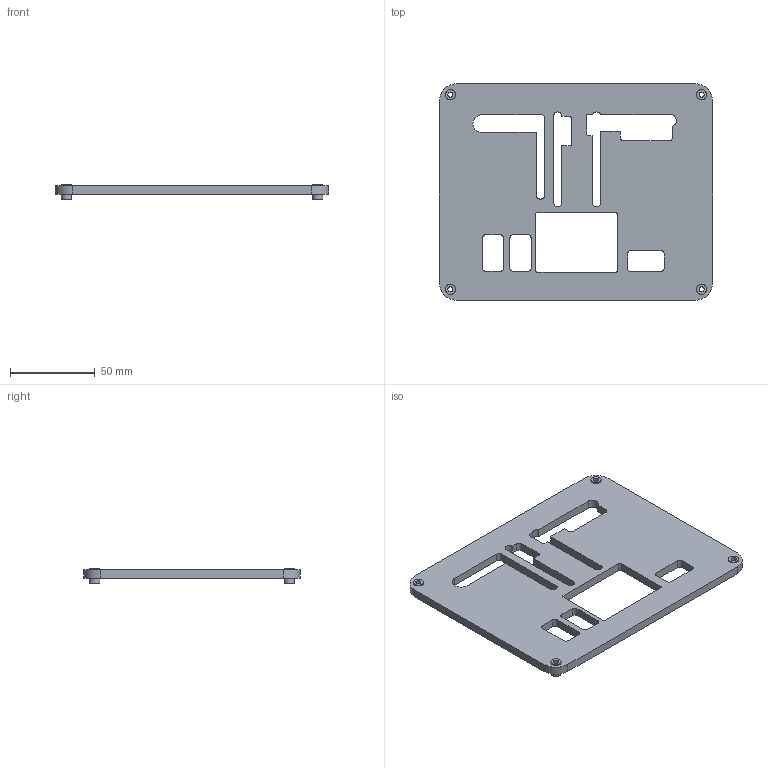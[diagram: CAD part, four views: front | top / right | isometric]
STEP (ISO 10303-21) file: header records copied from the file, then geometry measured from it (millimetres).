
FILE_DESCRIPTION(/* description */ (''),/* implementation_level */ '2;1');
FILE_NAME(/* name */ 'Case superior.step',/* time_stamp */ '2022-12-21T19:31:12-03:00',/* author */ (''),/* organization */ (''),/* preprocessor_version */ 'ST-DEVELOPER v19.2',/* originating_system */ 'Autodesk Translation Framework v11.17.0.187',/* authorisation */ '');
FILE_SCHEMA (('AUTOMOTIVE_DESIGN { 1 0 10303 214 3 1 1 }'));
Length unit declared in the file: millimetre
Products named in the file (1): Sem título
Bounding box: 160.79 x 127.46 x 8.5 mm (x, y, z)
Volume: 80219.8 mm3; surface area: 39759.9 mm2
Topology: 1 solids, 1 shells, 97 faces, 261 edges, 174 vertices
Faces by surface type: plane 49, cylinder 48
Full cylindrical faces by diameter (mm): 3 x4, 6 x8
Entity records: 3148 total; most frequent: DIRECTION 553, CARTESIAN_POINT 533, ORIENTED_EDGE 522, EDGE_CURVE 261, AXIS2_PLACEMENT_3D 194, VERTEX_POINT 174, LINE 165, VECTOR 165
